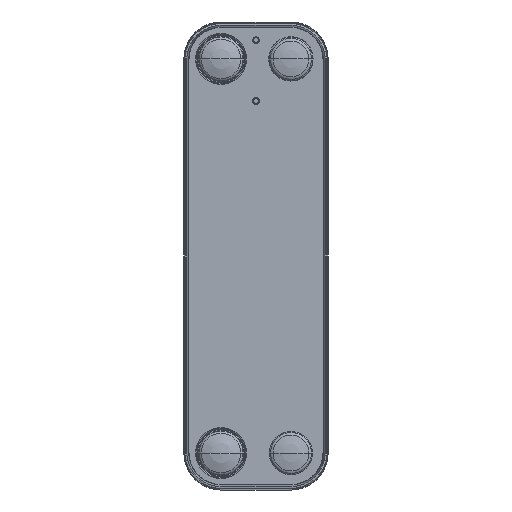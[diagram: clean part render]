
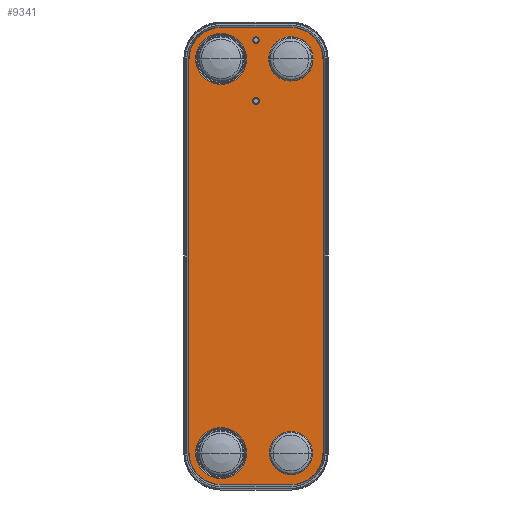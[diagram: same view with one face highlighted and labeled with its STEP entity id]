
A CAD part, front view. The second image highlights one B-rep face of the part: STEP entity #9341.
In plain terms, the highlighted planar face has unit normal (0, -1, 0).
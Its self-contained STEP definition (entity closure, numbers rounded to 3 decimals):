
#6070=CARTESIAN_POINT('',(-46.,-2.5,-259.5));
#6071=DIRECTION('',(0.,1.,0.));
#6072=DIRECTION('',(1.,0.,0.));
#6073=AXIS2_PLACEMENT_3D('',#6070,#6071,#6072);
#6075=CARTESIAN_POINT('',(-46.,-2.5,-259.5));
#6076=DIRECTION('',(0.,-1.,0.));
#6077=DIRECTION('',(1.,0.,0.));
#6078=AXIS2_PLACEMENT_3D('',#6075,#6076,#6077);
#6080=CARTESIAN_POINT('',(-46.,-2.5,259.5));
#6081=DIRECTION('',(0.,-1.,0.));
#6082=DIRECTION('',(1.,0.,0.));
#6083=AXIS2_PLACEMENT_3D('',#6080,#6081,#6082);
#6085=CARTESIAN_POINT('',(-46.,-2.5,259.5));
#6086=DIRECTION('',(0.,1.,0.));
#6087=DIRECTION('',(1.,0.,0.));
#6088=AXIS2_PLACEMENT_3D('',#6085,#6086,#6087);
#6090=DIRECTION('',(-1.,0.,0.));
#6091=VECTOR('',#6090,91.48);
#6092=CARTESIAN_POINT('',(45.74,-2.5,-300.979));
#6093=LINE('',#6092,#6091);
#6094=CARTESIAN_POINT('',(-45.74,-2.5,-258.421));
#6095=DIRECTION('',(0.,1.,0.));
#6096=DIRECTION('',(0.,0.,-1.));
#6097=AXIS2_PLACEMENT_3D('',#6094,#6095,#6096);
#6099=DIRECTION('',(0.,0.,1.));
#6100=VECTOR('',#6099,516.842);
#6101=CARTESIAN_POINT('',(-88.298,-2.5,-258.421));
#6102=LINE('',#6101,#6100);
#6103=CARTESIAN_POINT('',(-45.74,-2.5,258.421));
#6104=DIRECTION('',(0.,1.,0.));
#6105=DIRECTION('',(-1.,0.,0.));
#6106=AXIS2_PLACEMENT_3D('',#6103,#6104,#6105);
#6108=DIRECTION('',(1.,0.,0.));
#6109=VECTOR('',#6108,91.48);
#6110=CARTESIAN_POINT('',(-45.74,-2.5,300.979));
#6111=LINE('',#6110,#6109);
#6112=CARTESIAN_POINT('',(45.74,-2.5,258.421));
#6113=DIRECTION('',(0.,1.,0.));
#6114=DIRECTION('',(0.,0.,1.));
#6115=AXIS2_PLACEMENT_3D('',#6112,#6113,#6114);
#6117=DIRECTION('',(0.,0.,-1.));
#6118=VECTOR('',#6117,516.842);
#6119=CARTESIAN_POINT('',(88.298,-2.5,258.421));
#6120=LINE('',#6119,#6118);
#6121=CARTESIAN_POINT('',(45.74,-2.5,-258.421));
#6122=DIRECTION('',(0.,1.,0.));
#6123=DIRECTION('',(1.,0.,0.));
#6124=AXIS2_PLACEMENT_3D('',#6121,#6122,#6123);
#6126=CARTESIAN_POINT('',(46.,-2.5,-259.5));
#6127=DIRECTION('',(0.,1.,0.));
#6128=DIRECTION('',(-1.,0.,0.));
#6129=AXIS2_PLACEMENT_3D('',#6126,#6127,#6128);
#6131=CARTESIAN_POINT('',(46.,-2.5,-259.5));
#6132=DIRECTION('',(0.,1.,0.));
#6133=DIRECTION('',(1.,0.,0.));
#6134=AXIS2_PLACEMENT_3D('',#6131,#6132,#6133);
#6408=CARTESIAN_POINT('',(46.,-2.5,259.5));
#6409=DIRECTION('',(0.,-1.,0.));
#6410=DIRECTION('',(-1.,0.,0.));
#6411=AXIS2_PLACEMENT_3D('',#6408,#6409,#6410);
#6418=CARTESIAN_POINT('',(46.,-2.5,259.5));
#6419=DIRECTION('',(0.,1.,0.));
#6420=DIRECTION('',(-1.,0.,0.));
#6421=AXIS2_PLACEMENT_3D('',#6418,#6419,#6420);
#6535=CARTESIAN_POINT('',(45.74,-2.5,-300.979));
#6537=VERTEX_POINT('',#6535);
#6543=CARTESIAN_POINT('',(-45.74,-2.5,-300.979));
#6545=VERTEX_POINT('',#6543);
#6551=CARTESIAN_POINT('',(-88.298,-2.5,-258.421));
#6553=VERTEX_POINT('',#6551);
#6559=CARTESIAN_POINT('',(-88.298,-2.5,258.421));
#6561=VERTEX_POINT('',#6559);
#6567=CARTESIAN_POINT('',(-45.74,-2.5,300.979));
#6569=VERTEX_POINT('',#6567);
#6575=CARTESIAN_POINT('',(45.74,-2.5,300.979));
#6577=VERTEX_POINT('',#6575);
#6583=CARTESIAN_POINT('',(88.298,-2.5,258.421));
#6585=VERTEX_POINT('',#6583);
#6591=CARTESIAN_POINT('',(88.298,-2.5,-258.421));
#6593=VERTEX_POINT('',#6591);
#6622=CARTESIAN_POINT('',(16.808,-2.5,259.5));
#6624=VERTEX_POINT('',#6622);
#6638=CARTESIAN_POINT('',(75.192,-2.5,259.5));
#6640=VERTEX_POINT('',#6638);
#6666=CARTESIAN_POINT('',(-12.51,-2.5,-259.5));
#6667=CARTESIAN_POINT('',(-79.49,-2.5,-259.5));
#6668=VERTEX_POINT('',#6666);
#6669=VERTEX_POINT('',#6667);
#6758=CARTESIAN_POINT('',(17.555,-2.5,-259.5));
#6759=CARTESIAN_POINT('',(74.445,-2.5,-259.5));
#6760=VERTEX_POINT('',#6758);
#6761=VERTEX_POINT('',#6759);
#6782=CARTESIAN_POINT('',(-12.51,-2.5,259.5));
#6783=CARTESIAN_POINT('',(-79.49,-2.5,259.5));
#6784=VERTEX_POINT('',#6782);
#6785=VERTEX_POINT('',#6783);
#9302=CARTESIAN_POINT('',(45.74,-2.5,-300.979));
#9303=DIRECTION('',(0.,-1.,0.));
#9304=DIRECTION('',(0.,0.,1.));
#9305=AXIS2_PLACEMENT_3D('',#9302,#9303,#9304);
#9306=PLANE('',#9305);
#9307=ORIENTED_EDGE('',*,*,#6973,.T.);
#9308=ORIENTED_EDGE('',*,*,#7077,.T.);
#9309=ORIENTED_EDGE('',*,*,#7063,.T.);
#9310=ORIENTED_EDGE('',*,*,#7048,.T.);
#9311=ORIENTED_EDGE('',*,*,#7033,.T.);
#9312=ORIENTED_EDGE('',*,*,#7018,.T.);
#9313=ORIENTED_EDGE('',*,*,#7003,.T.);
#9314=ORIENTED_EDGE('',*,*,#6988,.T.);
#9315=EDGE_LOOP('',(#9307,#9308,#9309,#9310,#9311,#9312,#9313,#9314));
#9316=FACE_OUTER_BOUND('',#9315,.F.);
#9318=ORIENTED_EDGE('',*,*,#9317,.T.);
#9320=ORIENTED_EDGE('',*,*,#9319,.F.);
#9321=EDGE_LOOP('',(#9318,#9320));
#9322=FACE_BOUND('',#9321,.F.);
#9324=ORIENTED_EDGE('',*,*,#9323,.T.);
#9326=ORIENTED_EDGE('',*,*,#9325,.F.);
#9327=EDGE_LOOP('',(#9324,#9326));
#9328=FACE_BOUND('',#9327,.F.);
#9330=ORIENTED_EDGE('',*,*,#9329,.F.);
#9332=ORIENTED_EDGE('',*,*,#9331,.T.);
#9333=EDGE_LOOP('',(#9330,#9332));
#9334=FACE_BOUND('',#9333,.F.);
#9336=ORIENTED_EDGE('',*,*,#9335,.F.);
#9338=ORIENTED_EDGE('',*,*,#9337,.F.);
#9339=EDGE_LOOP('',(#9336,#9338));
#9340=FACE_BOUND('',#9339,.F.);
#9341=ADVANCED_FACE('',(#9316,#9322,#9328,#9334,#9340),#9306,.T.);
#6074=CIRCLE('',#6073,33.49);
#6079=CIRCLE('',#6078,33.49);
#6084=CIRCLE('',#6083,33.49);
#6089=CIRCLE('',#6088,33.49);
#6098=CIRCLE('',#6097,42.558);
#6107=CIRCLE('',#6106,42.558);
#6116=CIRCLE('',#6115,42.558);
#6125=CIRCLE('',#6124,42.558);
#6130=CIRCLE('',#6129,28.445);
#6135=CIRCLE('',#6134,28.445);
#6412=CIRCLE('',#6411,29.192);
#6422=CIRCLE('',#6421,29.192);
#6973=EDGE_CURVE('',#6537,#6545,#6093,.T.);
#6988=EDGE_CURVE('',#6593,#6537,#6125,.T.);
#7003=EDGE_CURVE('',#6585,#6593,#6120,.T.);
#7018=EDGE_CURVE('',#6577,#6585,#6116,.T.);
#7033=EDGE_CURVE('',#6569,#6577,#6111,.T.);
#7048=EDGE_CURVE('',#6561,#6569,#6107,.T.);
#7063=EDGE_CURVE('',#6553,#6561,#6102,.T.);
#7077=EDGE_CURVE('',#6545,#6553,#6098,.T.);
#9317=EDGE_CURVE('',#6784,#6785,#6084,.T.);
#9319=EDGE_CURVE('',#6784,#6785,#6089,.T.);
#9323=EDGE_CURVE('',#6624,#6640,#6412,.T.);
#9325=EDGE_CURVE('',#6624,#6640,#6422,.T.);
#9329=EDGE_CURVE('',#6668,#6669,#6074,.T.);
#9331=EDGE_CURVE('',#6668,#6669,#6079,.T.);
#9335=EDGE_CURVE('',#6760,#6761,#6130,.T.);
#9337=EDGE_CURVE('',#6761,#6760,#6135,.T.);
